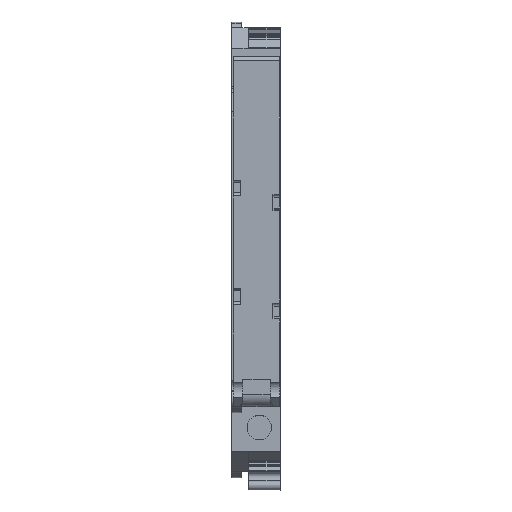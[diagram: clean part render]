
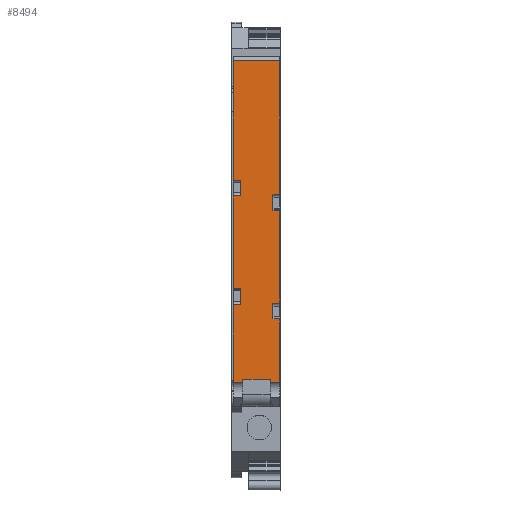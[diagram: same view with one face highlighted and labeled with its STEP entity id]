
A CAD part, top view. The second image highlights one B-rep face of the part: STEP entity #8494.
In plain terms, the highlighted planar face has unit normal (0, 0, 1).
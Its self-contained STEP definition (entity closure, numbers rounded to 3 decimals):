
#8298=AXIS2_PLACEMENT_3D('Plane Axis2P3D',#8295,#8296,#8297) ;
#6499=CARTESIAN_POINT('Vertex',(1.85,18.25,55.05)) ;
#6502=CARTESIAN_POINT('Line Origine',(1.85,17.976,55.05)) ;
#6506=CARTESIAN_POINT('Vertex',(1.85,17.702,55.05)) ;
#8280=CARTESIAN_POINT('Vertex',(6.45,18.25,55.05)) ;
#8283=CARTESIAN_POINT('Line Origine',(4.15,18.25,55.05)) ;
#8295=CARTESIAN_POINT('Axis2P3D Location',(0.3,13.75,55.05)) ;
#8300=CARTESIAN_POINT('Line Origine',(0.3,66.035,55.05)) ;
#8304=CARTESIAN_POINT('Vertex',(0.3,71.035,55.05)) ;
#8306=CARTESIAN_POINT('Vertex',(0.3,61.035,55.05)) ;
#8309=CARTESIAN_POINT('Line Origine',(0.3,56.146,55.05)) ;
#8313=CARTESIAN_POINT('Vertex',(0.3,51.258,55.05)) ;
#8316=CARTESIAN_POINT('Line Origine',(0.925,51.258,55.05)) ;
#8320=CARTESIAN_POINT('Vertex',(1.55,51.258,55.05)) ;
#8323=CARTESIAN_POINT('Line Origine',(1.55,49.958,55.05)) ;
#8327=CARTESIAN_POINT('Vertex',(1.55,48.659,55.05)) ;
#8330=CARTESIAN_POINT('Line Origine',(0.925,48.637,55.05)) ;
#8334=CARTESIAN_POINT('Vertex',(0.3,48.616,55.05)) ;
#8337=CARTESIAN_POINT('Line Origine',(0.3,40.937,55.05)) ;
#8341=CARTESIAN_POINT('Vertex',(0.3,33.258,55.05)) ;
#8344=CARTESIAN_POINT('Line Origine',(0.925,33.258,55.05)) ;
#8348=CARTESIAN_POINT('Vertex',(1.55,33.258,55.05)) ;
#8351=CARTESIAN_POINT('Line Origine',(1.55,31.958,55.05)) ;
#8355=CARTESIAN_POINT('Vertex',(1.55,30.659,55.05)) ;
#8358=CARTESIAN_POINT('Line Origine',(0.925,30.637,55.05)) ;
#8362=CARTESIAN_POINT('Vertex',(0.3,30.616,55.05)) ;
#8365=CARTESIAN_POINT('Line Origine',(0.3,24.159,55.05)) ;
#8369=CARTESIAN_POINT('Vertex',(0.3,17.702,55.05)) ;
#8372=CARTESIAN_POINT('Line Origine',(1.075,17.702,55.05)) ;
#8377=CARTESIAN_POINT('Line Origine',(6.45,17.976,55.05)) ;
#8381=CARTESIAN_POINT('Vertex',(6.45,17.702,55.05)) ;
#8384=CARTESIAN_POINT('Line Origine',(7.225,17.702,55.05)) ;
#8388=CARTESIAN_POINT('Vertex',(8.,17.702,55.05)) ;
#8391=CARTESIAN_POINT('Line Origine',(8.,22.972,55.05)) ;
#8395=CARTESIAN_POINT('Vertex',(8.,28.242,55.05)) ;
#8398=CARTESIAN_POINT('Line Origine',(7.425,28.242,55.05)) ;
#8402=CARTESIAN_POINT('Vertex',(6.85,28.242,55.05)) ;
#8405=CARTESIAN_POINT('Line Origine',(6.85,29.543,55.05)) ;
#8409=CARTESIAN_POINT('Vertex',(6.85,30.844,55.05)) ;
#8412=CARTESIAN_POINT('Line Origine',(7.425,30.864,55.05)) ;
#8416=CARTESIAN_POINT('Vertex',(8.,30.884,55.05)) ;
#8419=CARTESIAN_POINT('Line Origine',(8.,38.563,55.05)) ;
#8423=CARTESIAN_POINT('Vertex',(8.,46.242,55.05)) ;
#8426=CARTESIAN_POINT('Line Origine',(7.425,46.242,55.05)) ;
#8430=CARTESIAN_POINT('Vertex',(6.85,46.242,55.05)) ;
#8433=CARTESIAN_POINT('Line Origine',(6.85,47.543,55.05)) ;
#8437=CARTESIAN_POINT('Vertex',(6.85,48.844,55.05)) ;
#8440=CARTESIAN_POINT('Line Origine',(7.425,48.864,55.05)) ;
#8444=CARTESIAN_POINT('Vertex',(8.,48.884,55.05)) ;
#8447=CARTESIAN_POINT('Line Origine',(8.,54.96,55.05)) ;
#8451=CARTESIAN_POINT('Vertex',(8.,61.035,55.05)) ;
#8454=CARTESIAN_POINT('Line Origine',(8.,66.035,55.05)) ;
#8458=CARTESIAN_POINT('Vertex',(8.,71.035,55.05)) ;
#8461=CARTESIAN_POINT('Line Origine',(4.15,71.035,55.05)) ;
#6503=DIRECTION('Vector Direction',(0.,1.,0.)) ;
#8284=DIRECTION('Vector Direction',(-1.,0.,0.)) ;
#8296=DIRECTION('Axis2P3D Direction',(0.,0.,-1.)) ;
#8297=DIRECTION('Axis2P3D XDirection',(0.,1.,0.)) ;
#8301=DIRECTION('Vector Direction',(0.,1.,0.)) ;
#8310=DIRECTION('Vector Direction',(0.,1.,0.)) ;
#8317=DIRECTION('Vector Direction',(-1.,0.,0.)) ;
#8324=DIRECTION('Vector Direction',(0.,1.,0.)) ;
#8331=DIRECTION('Vector Direction',(0.999,0.035,0.)) ;
#8338=DIRECTION('Vector Direction',(0.,1.,0.)) ;
#8345=DIRECTION('Vector Direction',(-1.,0.,0.)) ;
#8352=DIRECTION('Vector Direction',(0.,-1.,0.)) ;
#8359=DIRECTION('Vector Direction',(0.999,0.035,0.)) ;
#8366=DIRECTION('Vector Direction',(0.,1.,0.)) ;
#8373=DIRECTION('Vector Direction',(1.,0.,0.)) ;
#8378=DIRECTION('Vector Direction',(0.,1.,0.)) ;
#8385=DIRECTION('Vector Direction',(1.,0.,0.)) ;
#8392=DIRECTION('Vector Direction',(0.,1.,0.)) ;
#8399=DIRECTION('Vector Direction',(-1.,0.,0.)) ;
#8406=DIRECTION('Vector Direction',(0.,1.,0.)) ;
#8413=DIRECTION('Vector Direction',(0.999,0.035,0.)) ;
#8420=DIRECTION('Vector Direction',(0.,1.,0.)) ;
#8427=DIRECTION('Vector Direction',(-1.,0.,0.)) ;
#8434=DIRECTION('Vector Direction',(0.,-1.,0.)) ;
#8441=DIRECTION('Vector Direction',(0.999,0.035,0.)) ;
#8448=DIRECTION('Vector Direction',(0.,1.,0.)) ;
#8455=DIRECTION('Vector Direction',(0.,-1.,0.)) ;
#8462=DIRECTION('Vector Direction',(1.,0.,0.)) ;
#6504=VECTOR('Line Direction',#6503,1.) ;
#8285=VECTOR('Line Direction',#8284,1.) ;
#8302=VECTOR('Line Direction',#8301,1.) ;
#8311=VECTOR('Line Direction',#8310,1.) ;
#8318=VECTOR('Line Direction',#8317,1.) ;
#8325=VECTOR('Line Direction',#8324,1.) ;
#8332=VECTOR('Line Direction',#8331,1.) ;
#8339=VECTOR('Line Direction',#8338,1.) ;
#8346=VECTOR('Line Direction',#8345,1.) ;
#8353=VECTOR('Line Direction',#8352,1.) ;
#8360=VECTOR('Line Direction',#8359,1.) ;
#8367=VECTOR('Line Direction',#8366,1.) ;
#8374=VECTOR('Line Direction',#8373,1.) ;
#8379=VECTOR('Line Direction',#8378,1.) ;
#8386=VECTOR('Line Direction',#8385,1.) ;
#8393=VECTOR('Line Direction',#8392,1.) ;
#8400=VECTOR('Line Direction',#8399,1.) ;
#8407=VECTOR('Line Direction',#8406,1.) ;
#8414=VECTOR('Line Direction',#8413,1.) ;
#8421=VECTOR('Line Direction',#8420,1.) ;
#8428=VECTOR('Line Direction',#8427,1.) ;
#8435=VECTOR('Line Direction',#8434,1.) ;
#8442=VECTOR('Line Direction',#8441,1.) ;
#8449=VECTOR('Line Direction',#8448,1.) ;
#8456=VECTOR('Line Direction',#8455,1.) ;
#8463=VECTOR('Line Direction',#8462,1.) ;
#8467=ORIENTED_EDGE('',*,*,#8308,.T.) ;
#8468=ORIENTED_EDGE('',*,*,#8315,.F.) ;
#8469=ORIENTED_EDGE('',*,*,#8322,.F.) ;
#8470=ORIENTED_EDGE('',*,*,#8329,.T.) ;
#8471=ORIENTED_EDGE('',*,*,#8336,.F.) ;
#8472=ORIENTED_EDGE('',*,*,#8343,.F.) ;
#8473=ORIENTED_EDGE('',*,*,#8350,.F.) ;
#8474=ORIENTED_EDGE('',*,*,#8357,.T.) ;
#8475=ORIENTED_EDGE('',*,*,#8364,.F.) ;
#8476=ORIENTED_EDGE('',*,*,#8371,.F.) ;
#8477=ORIENTED_EDGE('',*,*,#8376,.T.) ;
#8478=ORIENTED_EDGE('',*,*,#6508,.F.) ;
#8479=ORIENTED_EDGE('',*,*,#8287,.F.) ;
#8480=ORIENTED_EDGE('',*,*,#8383,.T.) ;
#8481=ORIENTED_EDGE('',*,*,#8390,.T.) ;
#8482=ORIENTED_EDGE('',*,*,#8397,.T.) ;
#8483=ORIENTED_EDGE('',*,*,#8404,.T.) ;
#8484=ORIENTED_EDGE('',*,*,#8411,.T.) ;
#8485=ORIENTED_EDGE('',*,*,#8418,.T.) ;
#8486=ORIENTED_EDGE('',*,*,#8425,.T.) ;
#8487=ORIENTED_EDGE('',*,*,#8432,.T.) ;
#8488=ORIENTED_EDGE('',*,*,#8439,.T.) ;
#8489=ORIENTED_EDGE('',*,*,#8446,.T.) ;
#8490=ORIENTED_EDGE('',*,*,#8453,.T.) ;
#8491=ORIENTED_EDGE('',*,*,#8460,.T.) ;
#8492=ORIENTED_EDGE('',*,*,#8465,.T.) ;
#8494=ADVANCED_FACE('KLTR KDKS1_35.1\\Koerper.2',(#8493),#8299,.F.) ;
#6508=EDGE_CURVE('',#6500,#6507,#6505,.F.) ;
#8287=EDGE_CURVE('',#8281,#6500,#8286,.T.) ;
#8308=EDGE_CURVE('',#8305,#8307,#8303,.F.) ;
#8315=EDGE_CURVE('',#8314,#8307,#8312,.T.) ;
#8322=EDGE_CURVE('',#8321,#8314,#8319,.T.) ;
#8329=EDGE_CURVE('',#8321,#8328,#8326,.F.) ;
#8336=EDGE_CURVE('',#8335,#8328,#8333,.T.) ;
#8343=EDGE_CURVE('',#8342,#8335,#8340,.T.) ;
#8350=EDGE_CURVE('',#8349,#8342,#8347,.T.) ;
#8357=EDGE_CURVE('',#8349,#8356,#8354,.T.) ;
#8364=EDGE_CURVE('',#8363,#8356,#8361,.T.) ;
#8371=EDGE_CURVE('',#8370,#8363,#8368,.T.) ;
#8376=EDGE_CURVE('',#8370,#6507,#8375,.T.) ;
#8383=EDGE_CURVE('',#8281,#8382,#8380,.F.) ;
#8390=EDGE_CURVE('',#8382,#8389,#8387,.T.) ;
#8397=EDGE_CURVE('',#8389,#8396,#8394,.T.) ;
#8404=EDGE_CURVE('',#8396,#8403,#8401,.T.) ;
#8411=EDGE_CURVE('',#8403,#8410,#8408,.T.) ;
#8418=EDGE_CURVE('',#8410,#8417,#8415,.T.) ;
#8425=EDGE_CURVE('',#8417,#8424,#8422,.T.) ;
#8432=EDGE_CURVE('',#8424,#8431,#8429,.T.) ;
#8439=EDGE_CURVE('',#8431,#8438,#8436,.F.) ;
#8446=EDGE_CURVE('',#8438,#8445,#8443,.T.) ;
#8453=EDGE_CURVE('',#8445,#8452,#8450,.T.) ;
#8460=EDGE_CURVE('',#8452,#8459,#8457,.F.) ;
#8465=EDGE_CURVE('',#8459,#8305,#8464,.F.) ;
#8466=EDGE_LOOP('',(#8467,#8468,#8469,#8470,#8471,#8472,#8473,#8474,#8475,#8476,#8477,#8478,#8479,#8480,#8481,#8482,#8483,#8484,#8485,#8486,#8487,#8488,#8489,#8490,#8491,#8492)) ;
#8493=FACE_OUTER_BOUND('',#8466,.T.) ;
#6505=LINE('Line',#6502,#6504) ;
#8286=LINE('Line',#8283,#8285) ;
#8303=LINE('Line',#8300,#8302) ;
#8312=LINE('Line',#8309,#8311) ;
#8319=LINE('Line',#8316,#8318) ;
#8326=LINE('Line',#8323,#8325) ;
#8333=LINE('Line',#8330,#8332) ;
#8340=LINE('Line',#8337,#8339) ;
#8347=LINE('Line',#8344,#8346) ;
#8354=LINE('Line',#8351,#8353) ;
#8361=LINE('Line',#8358,#8360) ;
#8368=LINE('Line',#8365,#8367) ;
#8375=LINE('Line',#8372,#8374) ;
#8380=LINE('Line',#8377,#8379) ;
#8387=LINE('Line',#8384,#8386) ;
#8394=LINE('Line',#8391,#8393) ;
#8401=LINE('Line',#8398,#8400) ;
#8408=LINE('Line',#8405,#8407) ;
#8415=LINE('Line',#8412,#8414) ;
#8422=LINE('Line',#8419,#8421) ;
#8429=LINE('Line',#8426,#8428) ;
#8436=LINE('Line',#8433,#8435) ;
#8443=LINE('Line',#8440,#8442) ;
#8450=LINE('Line',#8447,#8449) ;
#8457=LINE('Line',#8454,#8456) ;
#8464=LINE('Line',#8461,#8463) ;
#8299=PLANE('',#8298) ;
#6500=VERTEX_POINT('',#6499) ;
#6507=VERTEX_POINT('',#6506) ;
#8281=VERTEX_POINT('',#8280) ;
#8305=VERTEX_POINT('',#8304) ;
#8307=VERTEX_POINT('',#8306) ;
#8314=VERTEX_POINT('',#8313) ;
#8321=VERTEX_POINT('',#8320) ;
#8328=VERTEX_POINT('',#8327) ;
#8335=VERTEX_POINT('',#8334) ;
#8342=VERTEX_POINT('',#8341) ;
#8349=VERTEX_POINT('',#8348) ;
#8356=VERTEX_POINT('',#8355) ;
#8363=VERTEX_POINT('',#8362) ;
#8370=VERTEX_POINT('',#8369) ;
#8382=VERTEX_POINT('',#8381) ;
#8389=VERTEX_POINT('',#8388) ;
#8396=VERTEX_POINT('',#8395) ;
#8403=VERTEX_POINT('',#8402) ;
#8410=VERTEX_POINT('',#8409) ;
#8417=VERTEX_POINT('',#8416) ;
#8424=VERTEX_POINT('',#8423) ;
#8431=VERTEX_POINT('',#8430) ;
#8438=VERTEX_POINT('',#8437) ;
#8445=VERTEX_POINT('',#8444) ;
#8452=VERTEX_POINT('',#8451) ;
#8459=VERTEX_POINT('',#8458) ;
